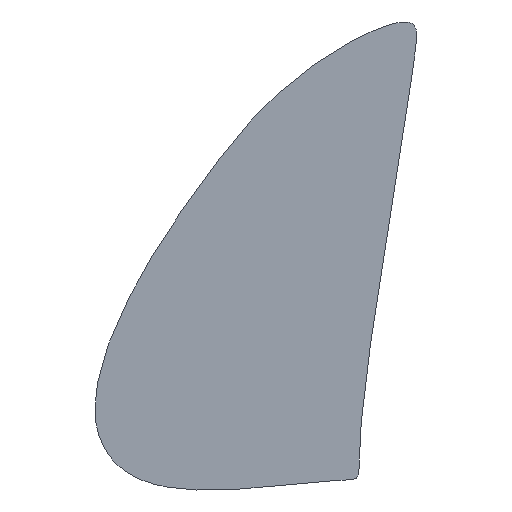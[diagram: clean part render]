
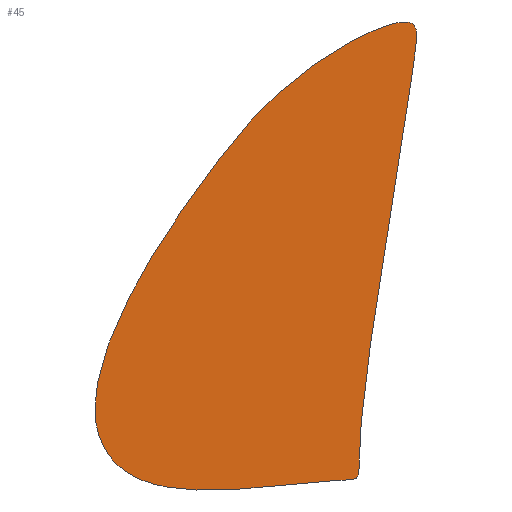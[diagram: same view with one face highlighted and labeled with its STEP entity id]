
A CAD part, left-side view. The second image highlights one B-rep face of the part: STEP entity #45.
In plain terms, the highlighted planar face has unit normal (-1, 0, 0).
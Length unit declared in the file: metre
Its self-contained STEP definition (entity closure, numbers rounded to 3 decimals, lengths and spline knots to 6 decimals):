
#20=PLANE('',#67);
#27=ORIENTED_EDGE('',*,*,#29,.T.);
#29=EDGE_CURVE('',#31,#31,#33,.T.);
#31=VERTEX_POINT('',#115);
#33=B_SPLINE_CURVE_WITH_KNOTS('',3,(#102,#103,#104,#105,#106,#107,#108,
#109,#110,#111,#112,#113,#114),.UNSPECIFIED.,.T.,.F.,(1,3,1,1,1,1,1,1,1,
1,1,3,1),(-0.068659,0.,0.100442,0.219609,0.339805,
0.438887,0.525788,0.651744,0.6936,
0.748222,0.931341,1.,1.100442),.UNSPECIFIED.);
#37=EDGE_LOOP('',(#27));
#41=FACE_BOUND('',#37,.T.);
#45=ADVANCED_FACE('',(#41),#20,.F.);
#67=AXIS2_PLACEMENT_3D('',#130,#71,#72);
#71=DIRECTION('',(1.,0.,0.));
#72=DIRECTION('',(0.,1.,0.));
#102=CARTESIAN_POINT('',(-0.0001,0.012453,0.018188));
#103=CARTESIAN_POINT('',(-0.0001,0.012789,0.018278));
#104=CARTESIAN_POINT('',(-0.0001,0.014879,0.017246));
#105=CARTESIAN_POINT('',(-0.0001,0.016689,0.014979));
#106=CARTESIAN_POINT('',(-0.0001,0.01844,0.012293));
#107=CARTESIAN_POINT('',(-0.0001,0.019056,0.0099));
#108=CARTESIAN_POINT('',(-0.0001,0.017611,0.008418));
#109=CARTESIAN_POINT('',(-0.0001,0.013994,0.009018));
#110=CARTESIAN_POINT('',(-0.0001,0.013418,0.008956));
#111=CARTESIAN_POINT('',(-0.0001,0.013583,0.00985));
#112=CARTESIAN_POINT('',(-0.0001,0.012445,0.016936));
#113=CARTESIAN_POINT('',(-0.0001,0.012224,0.018126));
#114=CARTESIAN_POINT('',(-0.0001,0.012453,0.018188));
#115=CARTESIAN_POINT('',(-0.0001,0.012453,0.018188));
#130=CARTESIAN_POINT('',(-0.0001,0.004512,0.004707));
